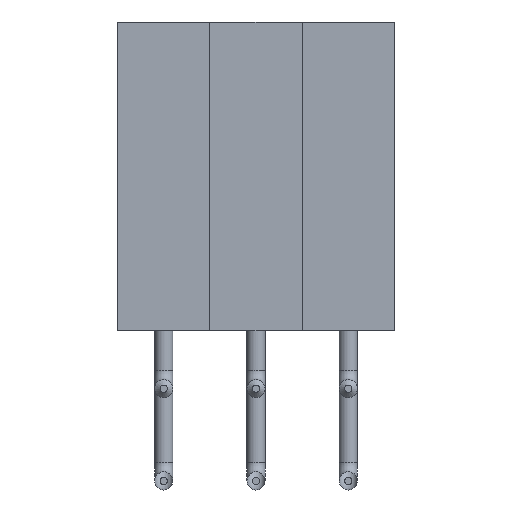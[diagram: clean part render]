
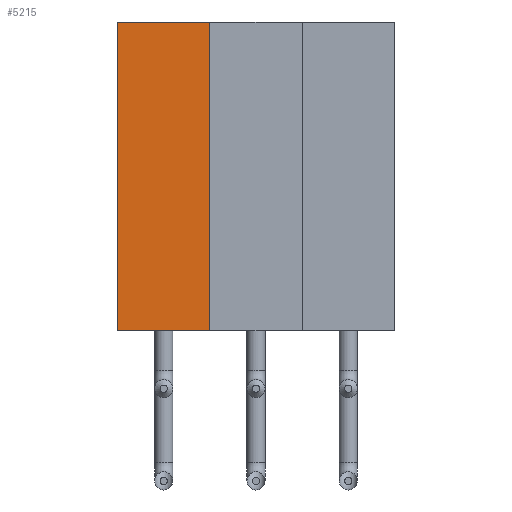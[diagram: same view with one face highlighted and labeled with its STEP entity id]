
A CAD part, front view. The second image highlights one B-rep face of the part: STEP entity #5215.
In plain terms, the highlighted planar face has unit normal (0, -1, 0).
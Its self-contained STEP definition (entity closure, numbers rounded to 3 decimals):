
#299=PLANE('',#5614);
#583=FACE_OUTER_BOUND('',#921,.T.);
#921=EDGE_LOOP('',(#3771,#3772,#3773,#3774));
#1255=LINE('',#8108,#1681);
#1261=LINE('',#8121,#1687);
#1272=LINE('',#8248,#1698);
#1283=LINE('',#8274,#1709);
#1681=VECTOR('',#6282,10.);
#1687=VECTOR('',#6294,10.);
#1698=VECTOR('',#6351,10.);
#1709=VECTOR('',#6384,10.);
#2313=VERTEX_POINT('',#8105);
#2314=VERTEX_POINT('',#8107);
#2318=VERTEX_POINT('',#8119);
#2331=VERTEX_POINT('',#8247);
#2816=EDGE_CURVE('',#2313,#2314,#1255,.T.);
#2823=EDGE_CURVE('',#2318,#2313,#1261,.T.);
#2848=EDGE_CURVE('',#2314,#2331,#1272,.T.);
#2861=EDGE_CURVE('',#2318,#2331,#1283,.T.);
#3771=ORIENTED_EDGE('',*,*,#2823,.F.);
#3772=ORIENTED_EDGE('',*,*,#2861,.T.);
#3773=ORIENTED_EDGE('',*,*,#2848,.F.);
#3774=ORIENTED_EDGE('',*,*,#2816,.F.);
#5215=ADVANCED_FACE('',(#583),#299,.T.);
#5614=AXIS2_PLACEMENT_3D('',#8275,#6385,#6386);
#6282=DIRECTION('',(0.,0.,1.));
#6294=DIRECTION('',(-1.,0.,0.));
#6351=DIRECTION('',(1.,0.,0.));
#6384=DIRECTION('',(0.,0.,1.));
#6385=DIRECTION('center_axis',(0.,-1.,0.));
#6386=DIRECTION('ref_axis',(1.,0.,0.));
#8105=CARTESIAN_POINT('',(0.,-2.4,0.));
#8107=CARTESIAN_POINT('',(0.,-2.4,8.5));
#8108=CARTESIAN_POINT('',(0.,-2.4,0.));
#8119=CARTESIAN_POINT('',(2.54,-2.4,0.));
#8121=CARTESIAN_POINT('',(2.54,-2.4,0.));
#8247=CARTESIAN_POINT('',(2.54,-2.4,8.5));
#8248=CARTESIAN_POINT('',(2.54,-2.4,8.5));
#8274=CARTESIAN_POINT('',(2.54,-2.4,0.));
#8275=CARTESIAN_POINT('Origin',(0.,-2.4,0.));
